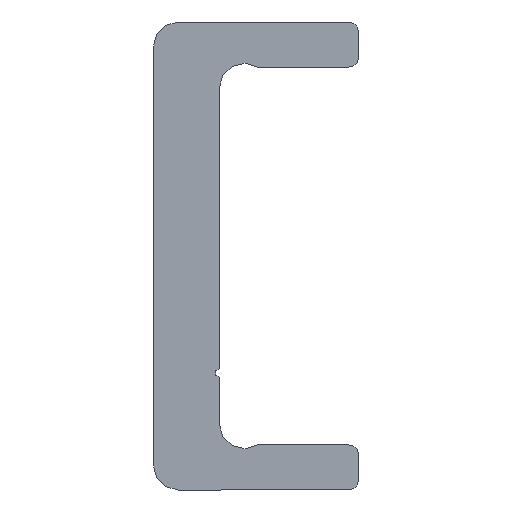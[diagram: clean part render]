
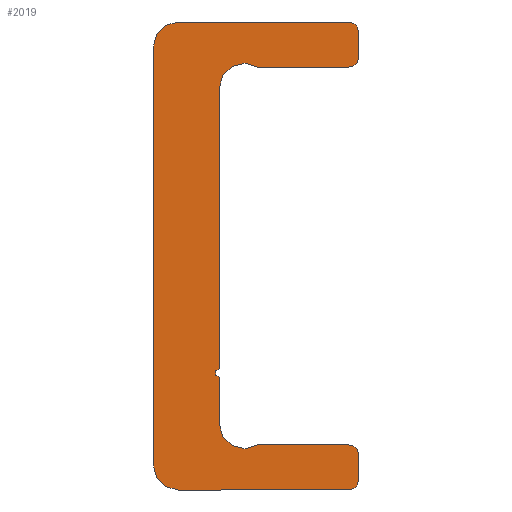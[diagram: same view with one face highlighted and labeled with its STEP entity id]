
A CAD part, left-side view. The second image highlights one B-rep face of the part: STEP entity #2019.
In plain terms, the highlighted planar face has unit normal (-1, 0, 0).
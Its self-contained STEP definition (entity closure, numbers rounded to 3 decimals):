
#1283=CARTESIAN_POINT('',(0.0,2.2,10.03));
#1284=VERTEX_POINT('',#1283);
#1291=CARTESIAN_POINT('',(0.0,2.2,-6.75));
#1292=VERTEX_POINT('',#1291);
#1293=CARTESIAN_POINT('',(0.0,2.2,10.03));
#1294=DIRECTION('',(0.0,0.0,-1.0));
#1295=VECTOR('',#1294,16.78);
#1296=LINE('',#1293,#1295);
#1297=EDGE_CURVE('',#1284,#1292,#1296,.T.);
#1397=CARTESIAN_POINT('',(0.0,-0.098,11.3));
#1398=VERTEX_POINT('',#1397);
#1405=CARTESIAN_POINT('',(0.0,0.7,10.03));
#1406=DIRECTION('',(-1.0,0.0,0.0));
#1407=DIRECTION('',(0.0,-1.0,0.0));
#1408=AXIS2_PLACEMENT_3D('',#1405,#1406,#1407);
#1409=CIRCLE('',#1408,1.5);
#1410=EDGE_CURVE('',#1398,#1284,#1409,.T.);
#1429=CARTESIAN_POINT('',(0.0,-5.55,11.3));
#1430=VERTEX_POINT('',#1429);
#1437=CARTESIAN_POINT('',(0.0,-5.55,11.3));
#1438=DIRECTION('',(0.0,1.0,0.0));
#1439=VECTOR('',#1438,5.452);
#1440=LINE('',#1437,#1439);
#1441=EDGE_CURVE('',#1430,#1398,#1440,.T.);
#1461=CARTESIAN_POINT('',(0.0,-6.15,11.9));
#1462=VERTEX_POINT('',#1461);
#1469=CARTESIAN_POINT('',(0.0,-5.55,11.9));
#1470=DIRECTION('',(1.0,0.0,0.0));
#1471=DIRECTION('',(0.0,-1.0,0.0));
#1472=AXIS2_PLACEMENT_3D('',#1469,#1470,#1471);
#1473=CIRCLE('',#1472,0.6);
#1474=EDGE_CURVE('',#1462,#1430,#1473,.T.);
#1493=CARTESIAN_POINT('',(0.0,-6.15,13.4));
#1494=VERTEX_POINT('',#1493);
#1501=CARTESIAN_POINT('',(0.0,-6.15,13.4));
#1502=DIRECTION('',(0.0,0.0,-1.0));
#1503=VECTOR('',#1502,1.5);
#1504=LINE('',#1501,#1503);
#1505=EDGE_CURVE('',#1494,#1462,#1504,.T.);
#1525=CARTESIAN_POINT('',(0.0,-5.55,14.));
#1526=VERTEX_POINT('',#1525);
#1533=CARTESIAN_POINT('',(0.0,-5.55,13.4));
#1534=DIRECTION('',(1.0,0.0,0.0));
#1535=DIRECTION('',(0.0,0.0,1.0));
#1536=AXIS2_PLACEMENT_3D('',#1533,#1534,#1535);
#1537=CIRCLE('',#1536,0.6);
#1538=EDGE_CURVE('',#1526,#1494,#1537,.T.);
#1557=CARTESIAN_POINT('',(0.0,4.65,14.));
#1558=VERTEX_POINT('',#1557);
#1565=CARTESIAN_POINT('',(0.0,4.65,14.));
#1566=DIRECTION('',(0.0,-1.0,0.0));
#1567=VECTOR('',#1566,10.2);
#1568=LINE('',#1565,#1567);
#1569=EDGE_CURVE('',#1558,#1526,#1568,.T.);
#1589=CARTESIAN_POINT('',(0.0,6.15,12.5));
#1590=VERTEX_POINT('',#1589);
#1597=CARTESIAN_POINT('',(0.0,4.65,12.5));
#1598=DIRECTION('',(1.0,0.0,0.0));
#1599=DIRECTION('',(0.0,1.0,0.0));
#1600=AXIS2_PLACEMENT_3D('',#1597,#1598,#1599);
#1601=CIRCLE('',#1600,1.5);
#1602=EDGE_CURVE('',#1590,#1558,#1601,.T.);
#1621=CARTESIAN_POINT('',(0.0,6.15,-12.5));
#1622=VERTEX_POINT('',#1621);
#1629=CARTESIAN_POINT('',(0.0,6.15,-12.5));
#1630=DIRECTION('',(0.0,0.0,1.0));
#1631=VECTOR('',#1630,25.);
#1632=LINE('',#1629,#1631);
#1633=EDGE_CURVE('',#1622,#1590,#1632,.T.);
#1728=CARTESIAN_POINT('',(0.0,4.65,-14.));
#1729=VERTEX_POINT('',#1728);
#1736=CARTESIAN_POINT('',(0.0,4.65,-12.5));
#1737=DIRECTION('',(1.0,0.0,0.0));
#1738=DIRECTION('',(0.0,0.0,-1.0));
#1739=AXIS2_PLACEMENT_3D('',#1736,#1737,#1738);
#1740=CIRCLE('',#1739,1.5);
#1741=EDGE_CURVE('',#1729,#1622,#1740,.T.);
#1760=CARTESIAN_POINT('',(0.0,-5.55,-14.));
#1761=VERTEX_POINT('',#1760);
#1768=CARTESIAN_POINT('',(0.0,-5.55,-14.));
#1769=DIRECTION('',(0.0,1.0,0.0));
#1770=VECTOR('',#1769,10.2);
#1771=LINE('',#1768,#1770);
#1772=EDGE_CURVE('',#1761,#1729,#1771,.T.);
#1792=CARTESIAN_POINT('',(0.0,-6.15,-13.4));
#1793=VERTEX_POINT('',#1792);
#1800=CARTESIAN_POINT('',(0.0,-5.55,-13.4));
#1801=DIRECTION('',(1.0,0.0,0.0));
#1802=DIRECTION('',(0.0,-1.0,0.0));
#1803=AXIS2_PLACEMENT_3D('',#1800,#1801,#1802);
#1804=CIRCLE('',#1803,0.6);
#1805=EDGE_CURVE('',#1793,#1761,#1804,.T.);
#1824=CARTESIAN_POINT('',(0.0,-6.15,-11.9));
#1825=VERTEX_POINT('',#1824);
#1832=CARTESIAN_POINT('',(0.0,-6.15,-11.9));
#1833=DIRECTION('',(0.0,0.0,-1.0));
#1834=VECTOR('',#1833,1.5);
#1835=LINE('',#1832,#1834);
#1836=EDGE_CURVE('',#1825,#1793,#1835,.T.);
#1856=CARTESIAN_POINT('',(0.0,-5.55,-11.3));
#1857=VERTEX_POINT('',#1856);
#1864=CARTESIAN_POINT('',(0.0,-5.55,-11.9));
#1865=DIRECTION('',(1.0,0.0,0.0));
#1866=DIRECTION('',(0.0,0.0,1.0));
#1867=AXIS2_PLACEMENT_3D('',#1864,#1865,#1866);
#1868=CIRCLE('',#1867,0.6);
#1869=EDGE_CURVE('',#1857,#1825,#1868,.T.);
#1888=CARTESIAN_POINT('',(0.0,-0.098,-11.3));
#1889=VERTEX_POINT('',#1888);
#1896=CARTESIAN_POINT('',(0.0,-0.098,-11.3));
#1897=DIRECTION('',(0.0,-1.0,0.0));
#1898=VECTOR('',#1897,5.452);
#1899=LINE('',#1896,#1898);
#1900=EDGE_CURVE('',#1889,#1857,#1899,.T.);
#1920=CARTESIAN_POINT('',(0.0,2.2,-10.03));
#1921=VERTEX_POINT('',#1920);
#1928=CARTESIAN_POINT('',(0.0,0.7,-10.03));
#1929=DIRECTION('',(-1.0,0.0,0.0));
#1930=DIRECTION('',(0.0,0.532,0.847));
#1931=AXIS2_PLACEMENT_3D('',#1928,#1929,#1930);
#1932=CIRCLE('',#1931,1.5);
#1933=EDGE_CURVE('',#1921,#1889,#1932,.T.);
#1952=CARTESIAN_POINT('',(0.0,2.2,-7.25));
#1953=VERTEX_POINT('',#1952);
#1960=CARTESIAN_POINT('',(0.0,2.2,-7.25));
#1961=DIRECTION('',(0.0,0.0,-1.0));
#1962=VECTOR('',#1961,2.78);
#1963=LINE('',#1960,#1962);
#1964=EDGE_CURVE('',#1953,#1921,#1963,.T.);
#1983=CARTESIAN_POINT('',(0.0,2.2,-7.));
#1984=DIRECTION('',(-1.0,0.0,0.0));
#1985=DIRECTION('',(0.0,0.0,1.0));
#1986=AXIS2_PLACEMENT_3D('',#1983,#1984,#1985);
#1987=CIRCLE('',#1986,0.25);
#1988=EDGE_CURVE('',#1292,#1953,#1987,.T.);
#1994=CARTESIAN_POINT('',(0.0,1.611,-0.021));
#1995=DIRECTION('',(1.0,0.0,0.0));
#1996=DIRECTION('',(0.0,0.0,-1.0));
#1997=AXIS2_PLACEMENT_3D('',#1994,#1995,#1996);
#1998=PLANE('',#1997);
#1999=ORIENTED_EDGE('',*,*,#1988,.F.);
#2000=ORIENTED_EDGE('',*,*,#1297,.F.);
#2001=ORIENTED_EDGE('',*,*,#1410,.F.);
#2002=ORIENTED_EDGE('',*,*,#1441,.F.);
#2003=ORIENTED_EDGE('',*,*,#1474,.F.);
#2004=ORIENTED_EDGE('',*,*,#1505,.F.);
#2005=ORIENTED_EDGE('',*,*,#1538,.F.);
#2006=ORIENTED_EDGE('',*,*,#1569,.F.);
#2007=ORIENTED_EDGE('',*,*,#1602,.F.);
#2008=ORIENTED_EDGE('',*,*,#1633,.F.);
#2009=ORIENTED_EDGE('',*,*,#1741,.F.);
#2010=ORIENTED_EDGE('',*,*,#1772,.F.);
#2011=ORIENTED_EDGE('',*,*,#1805,.F.);
#2012=ORIENTED_EDGE('',*,*,#1836,.F.);
#2013=ORIENTED_EDGE('',*,*,#1869,.F.);
#2014=ORIENTED_EDGE('',*,*,#1900,.F.);
#2015=ORIENTED_EDGE('',*,*,#1933,.F.);
#2016=ORIENTED_EDGE('',*,*,#1964,.F.);
#2017=EDGE_LOOP('',(#1999,#2000,#2001,#2002,#2003,#2004,#2005,#2006,#2007,#2008,#2009,#2010,#2011,#2012,#2013,#2014,#2015,#2016));
#2018=FACE_OUTER_BOUND('',#2017,.T.);
#2019=ADVANCED_FACE('',(#2018),#1998,.F.);
